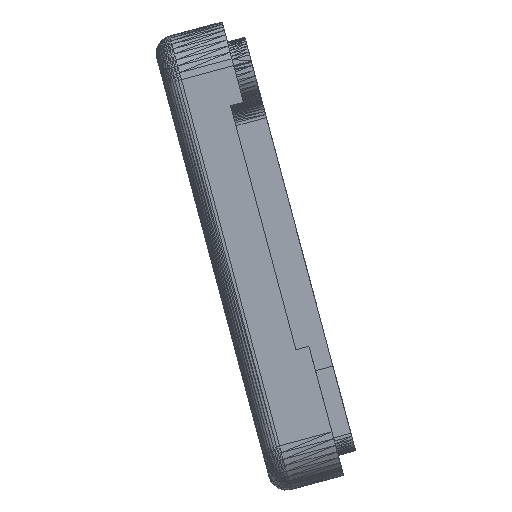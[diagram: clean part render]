
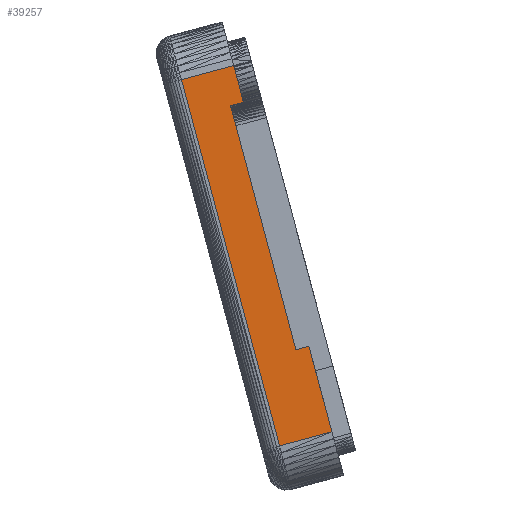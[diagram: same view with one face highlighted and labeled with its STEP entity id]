
A CAD part, left-side view. The second image highlights one B-rep face of the part: STEP entity #39257.
In plain terms, the highlighted face is planar.
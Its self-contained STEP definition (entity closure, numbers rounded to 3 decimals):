
#2727=PLANE('',#42299);
#5748=FACE_OUTER_BOUND('',#8783,.T.);
#8783=EDGE_LOOP('',(#35561,#35562,#35563,#35564,#35565,#35566,#35567,#35568));
#9746=LINE('',#55048,#14821);
#9793=LINE('',#55142,#14868);
#10190=LINE('',#55930,#15265);
#10196=LINE('',#55940,#15271);
#10197=LINE('',#55942,#15272);
#10854=LINE('',#57257,#15929);
#13811=LINE('',#63170,#18886);
#13847=LINE('',#63243,#18922);
#14821=VECTOR('',#43297,10.);
#14868=VECTOR('',#43344,10.);
#15265=VECTOR('',#43767,10.);
#15271=VECTOR('',#43777,10.);
#15272=VECTOR('',#43780,10.);
#15929=VECTOR('',#45373,10.);
#18886=VECTOR('',#52612,10.);
#18922=VECTOR('',#52722,10.);
#19896=VERTEX_POINT('',#55045);
#19897=VERTEX_POINT('',#55047);
#19943=VERTEX_POINT('',#55139);
#19944=VERTEX_POINT('',#55141);
#20321=VERTEX_POINT('',#55928);
#20322=VERTEX_POINT('',#55929);
#20496=VERTEX_POINT('',#57128);
#20514=VERTEX_POINT('',#57256);
#21964=EDGE_CURVE('',#19897,#19896,#9746,.T.);
#22011=EDGE_CURVE('',#19944,#19943,#9793,.T.);
#22408=EDGE_CURVE('',#20321,#20322,#10190,.T.);
#22414=EDGE_CURVE('',#19897,#20322,#10196,.T.);
#22415=EDGE_CURVE('',#19943,#20321,#10197,.T.);
#23072=EDGE_CURVE('',#20514,#20496,#10854,.T.);
#26029=EDGE_CURVE('',#19896,#20496,#13811,.T.);
#26065=EDGE_CURVE('',#19944,#20514,#13847,.T.);
#35561=ORIENTED_EDGE('',*,*,#26065,.F.);
#35562=ORIENTED_EDGE('',*,*,#22011,.T.);
#35563=ORIENTED_EDGE('',*,*,#22415,.T.);
#35564=ORIENTED_EDGE('',*,*,#22408,.T.);
#35565=ORIENTED_EDGE('',*,*,#22414,.F.);
#35566=ORIENTED_EDGE('',*,*,#21964,.T.);
#35567=ORIENTED_EDGE('',*,*,#26029,.T.);
#35568=ORIENTED_EDGE('',*,*,#23072,.F.);
#39257=ADVANCED_FACE('',(#5748),#2727,.T.);
#42299=AXIS2_PLACEMENT_3D('',#63279,#52776,#52777);
#43297=DIRECTION('',(0.,1.,0.));
#43344=DIRECTION('',(0.,1.,0.));
#43767=DIRECTION('',(0.,1.,0.));
#43777=DIRECTION('',(0.,0.,1.));
#43780=DIRECTION('',(0.,0.,1.));
#45373=DIRECTION('',(0.,1.,0.));
#52612=DIRECTION('',(0.,0.,1.));
#52722=DIRECTION('',(0.,0.,1.));
#52776=DIRECTION('center_axis',(1.,0.,0.));
#52777=DIRECTION('ref_axis',(0.,0.,-1.));
#55045=CARTESIAN_POINT('',(260.,47.,2.));
#55047=CARTESIAN_POINT('',(260.,42.8,2.));
#55048=CARTESIAN_POINT('',(260.,42.8,2.));
#55139=CARTESIAN_POINT('',(260.,14.8,2.));
#55141=CARTESIAN_POINT('',(260.,5.,2.));
#55142=CARTESIAN_POINT('',(260.,5.,2.));
#55928=CARTESIAN_POINT('',(260.,14.8,3.5));
#55929=CARTESIAN_POINT('',(260.,42.8,3.5));
#55930=CARTESIAN_POINT('',(260.,14.8,3.5));
#55940=CARTESIAN_POINT('',(260.,42.8,2.));
#55942=CARTESIAN_POINT('',(260.,14.8,2.));
#57128=CARTESIAN_POINT('',(260.,47.,8.));
#57256=CARTESIAN_POINT('',(260.,5.,8.));
#57257=CARTESIAN_POINT('',(260.,5.,8.));
#63170=CARTESIAN_POINT('',(260.,47.,2.));
#63243=CARTESIAN_POINT('',(260.,5.,2.));
#63279=CARTESIAN_POINT('Origin',(260.,47.,8.));
